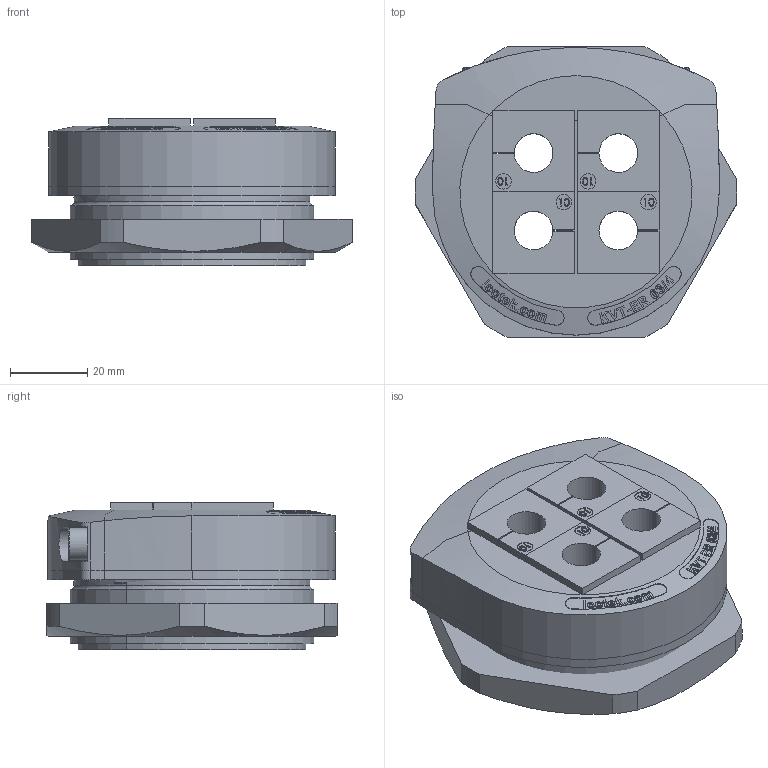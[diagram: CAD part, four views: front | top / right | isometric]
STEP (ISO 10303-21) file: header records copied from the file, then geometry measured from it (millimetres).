
FILE_DESCRIPTION (( 'STEP AP203' ), '1' );
FILE_NAME ('ICOTEK CABLE MGMT 63MM.STEP', '2019-04-22T18:48:13', ( 'jbt user' ), ( '' ), 'SwSTEP 2.0', 'SolidWorks 2016', '' );
FILE_SCHEMA (( 'CONFIG_CONTROL_DESIGN' ));
Length unit declared in the file: millimetre
Products named in the file (12): 45456_06; 45456_10; 45456_03; 45456_11; 45456_08; 45456_07; 45456_05; 45456_04; ICOTEK CABLE MGMT 63MM; 45456_02; 45456_09; 45456_01
Assembly tree (11 placements, depth 2):
  ICOTEK CABLE MGMT 63MM
    45456_01
    45456_02
    45456_03
    45456_04
    45456_05
    45456_06
    45456_07
    45456_08
    45456_09
    45456_10
    45456_11
Bounding box: 82.98 x 75 x 38 mm (x, y, z)
Volume: 104990.7 mm3; surface area: 47253.9 mm2
Topology: 11 solids, 11 shells, 601 faces, 1552 edges, 1026 vertices
Faces by surface type: plane 360, bspline 140, cylinder 67, cone 34
Full cylindrical faces by diameter (mm): 4 x4, 5 x2, 5.8 x4, 8.5 x2, 61.5 x1
Entity records: 30407 total; most frequent: CARTESIAN_POINT 15984, ORIENTED_EDGE 3058, DIRECTION 2039, EDGE_CURVE 1529, VERTEX_POINT 1021, LINE 841, VECTOR 841, EDGE_LOOP 674
